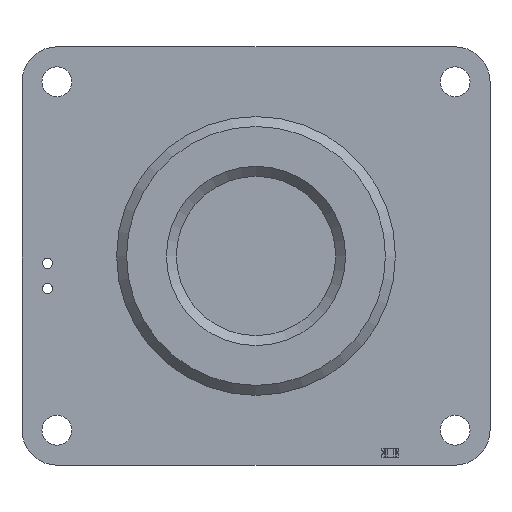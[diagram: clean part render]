
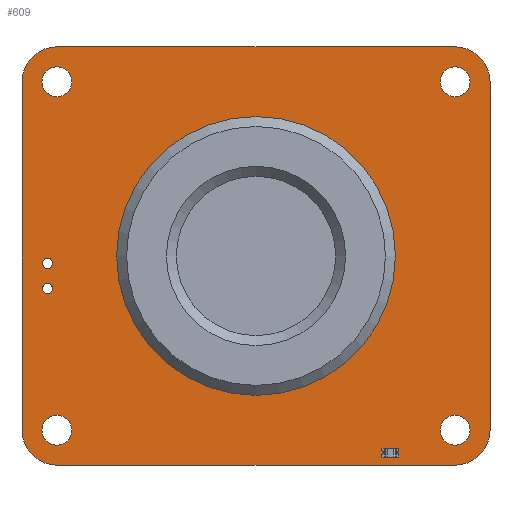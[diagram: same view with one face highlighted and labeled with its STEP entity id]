
A CAD part, top view. The second image highlights one B-rep face of the part: STEP entity #609.
In plain terms, the highlighted planar face has unit normal (0, 0, 1).
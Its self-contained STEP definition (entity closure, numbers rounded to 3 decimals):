
#92 = VERTEX_POINT('',#93);
#93 = CARTESIAN_POINT('',(0.,3.5,0.197));
#99 = EDGE_CURVE('',#92,#100,#102,.T.);
#100 = VERTEX_POINT('',#101);
#101 = CARTESIAN_POINT('',(0.,38.5,0.197));
#102 = LINE('',#103,#104);
#103 = CARTESIAN_POINT('',(0.,3.5,0.197));
#104 = VECTOR('',#105,1.);
#105 = DIRECTION('',(0.,1.,0.));
#130 = EDGE_CURVE('',#100,#131,#133,.T.);
#131 = VERTEX_POINT('',#132);
#132 = CARTESIAN_POINT('',(3.5,42.,0.197));
#133 = CIRCLE('',#134,3.5);
#134 = AXIS2_PLACEMENT_3D('',#135,#136,#137);
#135 = CARTESIAN_POINT('',(3.5,38.5,0.197));
#136 = DIRECTION('',(0.,0.,-1.));
#137 = DIRECTION('',(-1.,0.,-0.));
#163 = EDGE_CURVE('',#131,#164,#166,.T.);
#164 = VERTEX_POINT('',#165);
#165 = CARTESIAN_POINT('',(43.5,42.,0.197));
#166 = LINE('',#167,#168);
#167 = CARTESIAN_POINT('',(3.5,42.,0.197));
#168 = VECTOR('',#169,1.);
#169 = DIRECTION('',(1.,0.,0.));
#194 = EDGE_CURVE('',#164,#195,#197,.T.);
#195 = VERTEX_POINT('',#196);
#196 = CARTESIAN_POINT('',(47.,38.5,0.197));
#197 = CIRCLE('',#198,3.5);
#198 = AXIS2_PLACEMENT_3D('',#199,#200,#201);
#199 = CARTESIAN_POINT('',(43.5,38.5,0.197));
#200 = DIRECTION('',(0.,0.,-1.));
#201 = DIRECTION('',(0.,1.,0.));
#227 = EDGE_CURVE('',#195,#228,#230,.T.);
#228 = VERTEX_POINT('',#229);
#229 = CARTESIAN_POINT('',(47.,3.5,0.197));
#230 = LINE('',#231,#232);
#231 = CARTESIAN_POINT('',(47.,38.5,0.197));
#232 = VECTOR('',#233,1.);
#233 = DIRECTION('',(0.,-1.,0.));
#258 = EDGE_CURVE('',#228,#259,#261,.T.);
#259 = VERTEX_POINT('',#260);
#260 = CARTESIAN_POINT('',(43.5,0.,0.197));
#261 = CIRCLE('',#262,3.5);
#262 = AXIS2_PLACEMENT_3D('',#263,#264,#265);
#263 = CARTESIAN_POINT('',(43.5,3.5,0.197));
#264 = DIRECTION('',(0.,0.,-1.));
#265 = DIRECTION('',(1.,0.,0.));
#291 = EDGE_CURVE('',#259,#292,#294,.T.);
#292 = VERTEX_POINT('',#293);
#293 = CARTESIAN_POINT('',(3.5,0.,0.197));
#294 = LINE('',#295,#296);
#295 = CARTESIAN_POINT('',(43.5,0.,0.197));
#296 = VECTOR('',#297,1.);
#297 = DIRECTION('',(-1.,0.,0.));
#322 = EDGE_CURVE('',#292,#92,#323,.T.);
#323 = CIRCLE('',#324,3.5);
#324 = AXIS2_PLACEMENT_3D('',#325,#326,#327);
#325 = CARTESIAN_POINT('',(3.5,3.5,0.197));
#326 = DIRECTION('',(0.,0.,-1.));
#327 = DIRECTION('',(0.,-1.,0.));
#348 = VERTEX_POINT('',#349);
#349 = CARTESIAN_POINT('',(5.,3.5,0.197));
#355 = EDGE_CURVE('',#348,#348,#356,.T.);
#356 = CIRCLE('',#357,1.5);
#357 = AXIS2_PLACEMENT_3D('',#358,#359,#360);
#358 = CARTESIAN_POINT('',(3.5,3.5,0.197));
#359 = DIRECTION('',(0.,0.,1.));
#360 = DIRECTION('',(1.,0.,-0.));
#381 = VERTEX_POINT('',#382);
#382 = CARTESIAN_POINT('',(3.068,17.73,0.197));
#388 = EDGE_CURVE('',#381,#381,#389,.T.);
#389 = CIRCLE('',#390,0.508);
#390 = AXIS2_PLACEMENT_3D('',#391,#392,#393);
#391 = CARTESIAN_POINT('',(2.56,17.73,0.197));
#392 = DIRECTION('',(0.,0.,1.));
#393 = DIRECTION('',(1.,0.,-0.));
#414 = VERTEX_POINT('',#415);
#415 = CARTESIAN_POINT('',(5.,38.5,0.197));
#421 = EDGE_CURVE('',#414,#414,#422,.T.);
#422 = CIRCLE('',#423,1.5);
#423 = AXIS2_PLACEMENT_3D('',#424,#425,#426);
#424 = CARTESIAN_POINT('',(3.5,38.5,0.197));
#425 = DIRECTION('',(0.,0.,1.));
#426 = DIRECTION('',(1.,0.,-0.));
#447 = VERTEX_POINT('',#448);
#448 = CARTESIAN_POINT('',(36.,21.,0.197));
#454 = EDGE_CURVE('',#447,#447,#455,.T.);
#455 = CIRCLE('',#456,12.5);
#456 = AXIS2_PLACEMENT_3D('',#457,#458,#459);
#457 = CARTESIAN_POINT('',(23.5,21.,0.197));
#458 = DIRECTION('',(0.,0.,1.));
#459 = DIRECTION('',(1.,0.,-0.));
#480 = VERTEX_POINT('',#481);
#481 = CARTESIAN_POINT('',(45.,3.5,0.197));
#487 = EDGE_CURVE('',#480,#480,#488,.T.);
#488 = CIRCLE('',#489,1.5);
#489 = AXIS2_PLACEMENT_3D('',#490,#491,#492);
#490 = CARTESIAN_POINT('',(43.5,3.5,0.197));
#491 = DIRECTION('',(0.,0.,1.));
#492 = DIRECTION('',(1.,0.,-0.));
#513 = VERTEX_POINT('',#514);
#514 = CARTESIAN_POINT('',(3.068,20.27,0.197));
#520 = EDGE_CURVE('',#513,#513,#521,.T.);
#521 = CIRCLE('',#522,0.508);
#522 = AXIS2_PLACEMENT_3D('',#523,#524,#525);
#523 = CARTESIAN_POINT('',(2.56,20.27,0.197));
#524 = DIRECTION('',(0.,0.,1.));
#525 = DIRECTION('',(1.,0.,-0.));
#546 = VERTEX_POINT('',#547);
#547 = CARTESIAN_POINT('',(45.,38.5,0.197));
#553 = EDGE_CURVE('',#546,#546,#554,.T.);
#554 = CIRCLE('',#555,1.5);
#555 = AXIS2_PLACEMENT_3D('',#556,#557,#558);
#556 = CARTESIAN_POINT('',(43.5,38.5,0.197));
#557 = DIRECTION('',(0.,0.,1.));
#558 = DIRECTION('',(1.,0.,-0.));
#609 = ADVANCED_FACE('',(#610,#620,#623,#626,#629,#632,#635,#638),#641,
  .F.);
#610 = FACE_BOUND('',#611,.F.);
#611 = EDGE_LOOP('',(#612,#613,#614,#615,#616,#617,#618,#619));
#612 = ORIENTED_EDGE('',*,*,#99,.T.);
#613 = ORIENTED_EDGE('',*,*,#130,.T.);
#614 = ORIENTED_EDGE('',*,*,#163,.T.);
#615 = ORIENTED_EDGE('',*,*,#194,.T.);
#616 = ORIENTED_EDGE('',*,*,#227,.T.);
#617 = ORIENTED_EDGE('',*,*,#258,.T.);
#618 = ORIENTED_EDGE('',*,*,#291,.T.);
#619 = ORIENTED_EDGE('',*,*,#322,.T.);
#620 = FACE_BOUND('',#621,.F.);
#621 = EDGE_LOOP('',(#622));
#622 = ORIENTED_EDGE('',*,*,#355,.T.);
#623 = FACE_BOUND('',#624,.F.);
#624 = EDGE_LOOP('',(#625));
#625 = ORIENTED_EDGE('',*,*,#388,.T.);
#626 = FACE_BOUND('',#627,.F.);
#627 = EDGE_LOOP('',(#628));
#628 = ORIENTED_EDGE('',*,*,#421,.T.);
#629 = FACE_BOUND('',#630,.F.);
#630 = EDGE_LOOP('',(#631));
#631 = ORIENTED_EDGE('',*,*,#454,.T.);
#632 = FACE_BOUND('',#633,.F.);
#633 = EDGE_LOOP('',(#634));
#634 = ORIENTED_EDGE('',*,*,#487,.T.);
#635 = FACE_BOUND('',#636,.F.);
#636 = EDGE_LOOP('',(#637));
#637 = ORIENTED_EDGE('',*,*,#520,.T.);
#638 = FACE_BOUND('',#639,.F.);
#639 = EDGE_LOOP('',(#640));
#640 = ORIENTED_EDGE('',*,*,#553,.T.);
#641 = PLANE('',#642);
#642 = AXIS2_PLACEMENT_3D('',#643,#644,#645);
#643 = CARTESIAN_POINT('',(23.5,21.,0.197));
#644 = DIRECTION('',(-0.,-0.,-1.));
#645 = DIRECTION('',(-1.,0.,0.));
